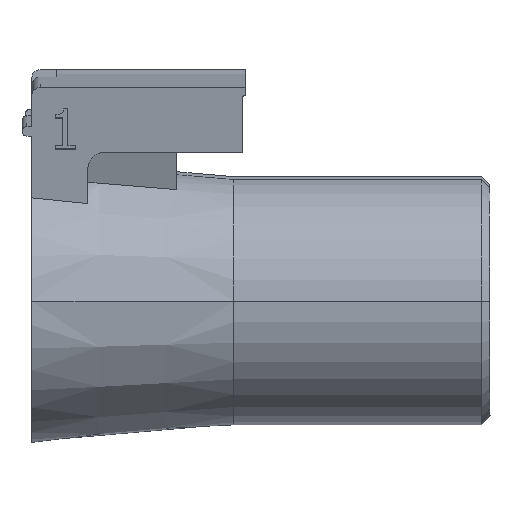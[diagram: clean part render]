
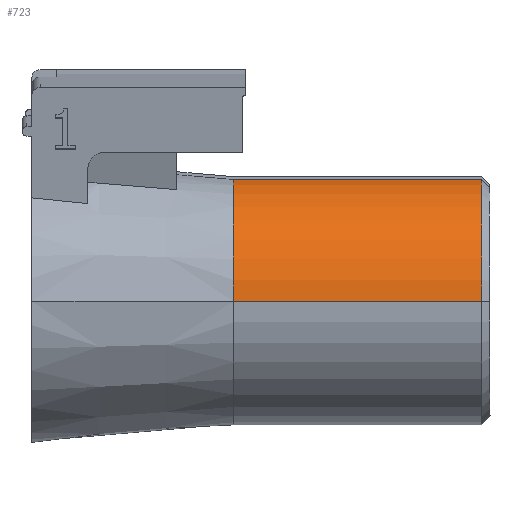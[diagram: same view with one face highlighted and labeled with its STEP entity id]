
A CAD part, front view. The second image highlights one B-rep face of the part: STEP entity #723.
In plain terms, the highlighted cylindrical face has radius 7.5 mm (diameter 15 mm), a partial arc.
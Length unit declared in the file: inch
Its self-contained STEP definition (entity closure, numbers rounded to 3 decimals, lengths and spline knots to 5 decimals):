
#60 = EDGE_CURVE ( 'NONE', #4272, #3675, #3953, .T. ) ;
#132 = DIRECTION ( 'NONE',  ( 1., 0., 0. ) ) ;
#165 = DIRECTION ( 'NONE',  ( 0., -1., 0. ) ) ;
#205 = CARTESIAN_POINT ( 'NONE',  ( 1.04331, -0.32536, -0.00263 ) ) ;
#551 = ORIENTED_EDGE ( 'NONE', *, *, #60, .T. ) ;
#629 = AXIS2_PLACEMENT_3D ( 'NONE', #2101, #132, #1444 ) ;
#723 = ADVANCED_FACE ( 'NONE', ( #2430 ), #3349, .T. ) ;
#794 = ORIENTED_EDGE ( 'NONE', *, *, #3571, .F. ) ;
#1010 = LINE ( 'NONE', #1391, #2357 ) ;
#1049 = CARTESIAN_POINT ( 'NONE',  ( 0.45, -0.32536, -0.00263 ) ) ;
#1385 = VECTOR ( 'NONE', #2214, 39.37008 ) ;
#1391 = CARTESIAN_POINT ( 'NONE',  ( 0.7565, -0.08135, 0.28816 ) ) ;
#1444 = DIRECTION ( 'NONE',  ( 0., -1., 0. ) ) ;
#1465 = EDGE_LOOP ( 'NONE', ( #794, #1897, #2553, #551 ) ) ;
#1477 = DIRECTION ( 'NONE',  ( -1., 0., 0. ) ) ;
#1532 = CIRCLE ( 'NONE', #2582, 0.29528 ) ;
#1897 = ORIENTED_EDGE ( 'NONE', *, *, #2074, .T. ) ;
#2016 = DIRECTION ( 'NONE',  ( -1., 0., 0. ) ) ;
#2074 = EDGE_CURVE ( 'NONE', #2232, #2658, #1532, .T. ) ;
#2101 = CARTESIAN_POINT ( 'NONE',  ( 0.45, -0.03008, -0.00263 ) ) ;
#2214 = DIRECTION ( 'NONE',  ( -1., 0., 0. ) ) ;
#2232 = VERTEX_POINT ( 'NONE', #205 ) ;
#2263 = CARTESIAN_POINT ( 'NONE',  ( 0.7565, -0.32536, -0.00263 ) ) ;
#2357 = VECTOR ( 'NONE', #3716, 39.37008 ) ;
#2430 = FACE_OUTER_BOUND ( 'NONE', #1465, .T. ) ;
#2553 = ORIENTED_EDGE ( 'NONE', *, *, #3722, .T. ) ;
#2582 = AXIS2_PLACEMENT_3D ( 'NONE', #3796, #1477, #165 ) ;
#2658 = VERTEX_POINT ( 'NONE', #4136 ) ;
#2757 = CARTESIAN_POINT ( 'NONE',  ( 0.7565, -0.03008, -0.00263 ) ) ;
#3187 = AXIS2_PLACEMENT_3D ( 'NONE', #2757, #2016, #3731 ) ;
#3349 = CYLINDRICAL_SURFACE ( 'NONE', #3187, 0.29528 ) ;
#3571 = EDGE_CURVE ( 'NONE', #2232, #3675, #3911, .T. ) ;
#3675 = VERTEX_POINT ( 'NONE', #1049 ) ;
#3716 = DIRECTION ( 'NONE',  ( -1., 0., 0. ) ) ;
#3722 = EDGE_CURVE ( 'NONE', #2658, #4272, #1010, .T. ) ;
#3731 = DIRECTION ( 'NONE',  ( 0., -1., 0. ) ) ;
#3796 = CARTESIAN_POINT ( 'NONE',  ( 1.04331, -0.03008, -0.00263 ) ) ;
#3911 = LINE ( 'NONE', #2263, #1385 ) ;
#3953 = CIRCLE ( 'NONE', #629, 0.29528 ) ;
#4136 = CARTESIAN_POINT ( 'NONE',  ( 1.04331, -0.08135, 0.28816 ) ) ;
#4220 = CARTESIAN_POINT ( 'NONE',  ( 0.45, -0.08135, 0.28816 ) ) ;
#4272 = VERTEX_POINT ( 'NONE', #4220 ) ;
